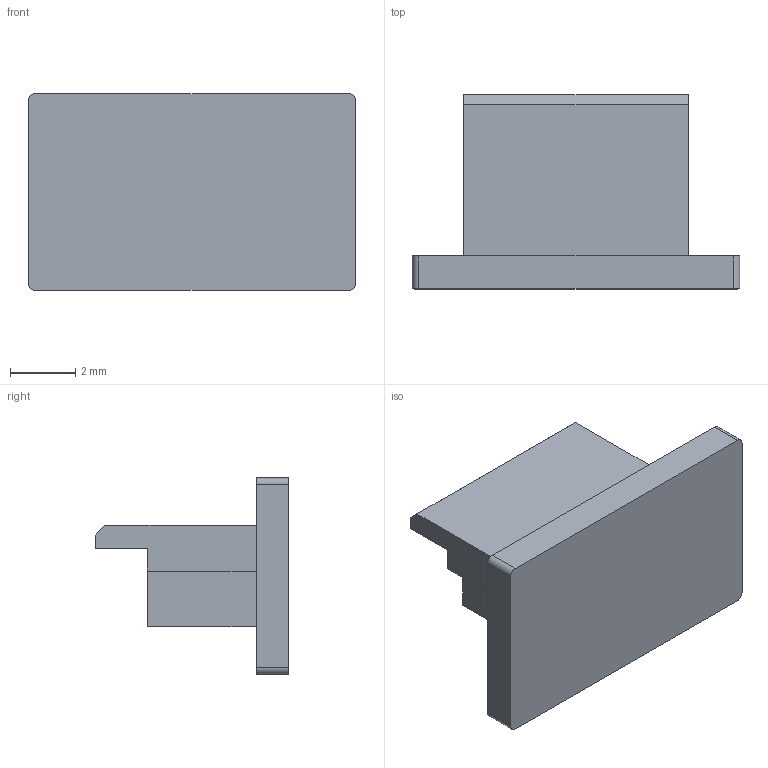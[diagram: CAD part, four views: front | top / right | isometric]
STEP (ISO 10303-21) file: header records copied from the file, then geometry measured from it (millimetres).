
FILE_DESCRIPTION( ( 'Unknown' ), '1' );
FILE_NAME( '726414005.stp', 'Unknown', ( 'Unknown' ), ( 'Unknown' ), 'PSStep 19.0.9', 'Unknown', ' ' );
FILE_SCHEMA( ( 'AUTOMOTIVE_DESIGN { 1 0 10303 214 1 1 1 1 }' ) );
Length unit declared in the file: millimetre
Products named in the file (1): 1
Bounding box: 10 x 5.92 x 6 mm (x, y, z)
Volume: 99.6 mm3; surface area: 284.7 mm2
Topology: 1 solids, 1 shells, 26 faces, 69 edges, 46 vertices
Faces by surface type: plane 22, cylinder 4
Entity records: 1025 total; most frequent: CARTESIAN_POINT 142, ORIENTED_EDGE 138, DIRECTION 131, EDGE_CURVE 69, LINE 61, VECTOR 61, VERTEX_POINT 46, AXIS2_PLACEMENT_3D 35
